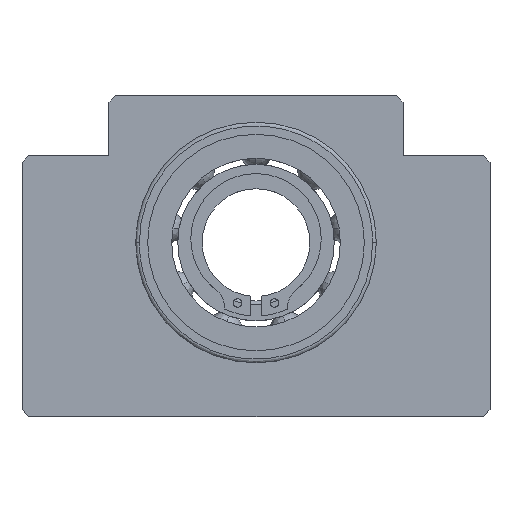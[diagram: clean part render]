
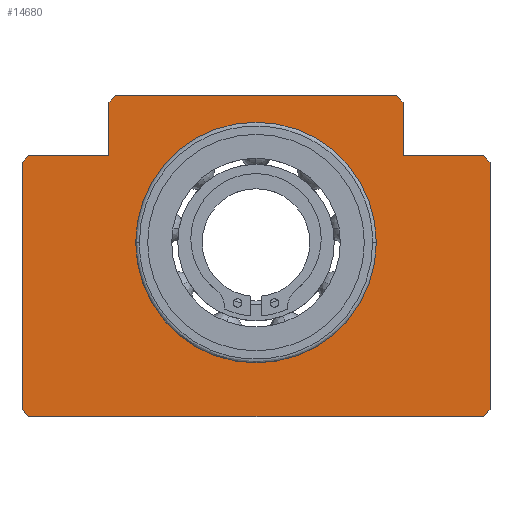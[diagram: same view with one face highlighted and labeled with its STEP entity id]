
A CAD part, top view. The second image highlights one B-rep face of the part: STEP entity #14680.
In plain terms, the highlighted planar face has unit normal (0, 0, 1).
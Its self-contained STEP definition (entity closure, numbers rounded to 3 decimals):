
#60 = CARTESIAN_POINT ( 'NONE',  ( -129.042, 59.905, 16. ) ) ;
#235 = ORIENTED_EDGE ( 'NONE', *, *, #1789, .F. ) ;
#388 = CARTESIAN_POINT ( 'NONE',  ( -105.042, 59.905, 16. ) ) ;
#435 = CARTESIAN_POINT ( 'NONE',  ( -105.042, 77.905, 16. ) ) ;
#842 = CARTESIAN_POINT ( 'NONE',  ( -131.042, 57.905, 16. ) ) ;
#934 = ORIENTED_EDGE ( 'NONE', *, *, #6572, .F. ) ;
#1033 = AXIS2_PLACEMENT_3D ( 'NONE', #4593, #13507, #9204 ) ;
#1041 = DIRECTION ( 'NONE',  ( 0.707, 0.707, 0. ) ) ;
#1061 = EDGE_CURVE ( 'NONE', #7300, #10078, #23246, .T. ) ;
#1302 = CARTESIAN_POINT ( 'NONE',  ( -105.042, -18.095, 16. ) ) ;
#1556 = DIRECTION ( 'NONE',  ( 0., 0., 1. ) ) ;
#1789 = EDGE_CURVE ( 'NONE', #4205, #22378, #26687, .T. ) ;
#1953 = CARTESIAN_POINT ( 'NONE',  ( 6.958, -18.095, 16. ) ) ;
#2204 = VECTOR ( 'NONE', #27525, 1000. ) ;
#2247 = CIRCLE ( 'NONE', #1033, 36. ) ;
#2509 = DIRECTION ( 'NONE',  ( -1., 0., 0. ) ) ;
#2987 = CARTESIAN_POINT ( 'NONE',  ( -105.042, 59.905, 16. ) ) ;
#3043 = VECTOR ( 'NONE', #26898, 1000. ) ;
#3092 = EDGE_CURVE ( 'NONE', #13781, #11325, #7337, .T. ) ;
#3508 = VECTOR ( 'NONE', #11762, 1000. ) ;
#3511 = DIRECTION ( 'NONE',  ( 0.707, -0.707, 0. ) ) ;
#3758 = EDGE_CURVE ( 'NONE', #25407, #26878, #12241, .T. ) ;
#3877 = VERTEX_POINT ( 'NONE', #27408 ) ;
#4205 = VERTEX_POINT ( 'NONE', #17131 ) ;
#4305 = DIRECTION ( 'NONE',  ( -0.707, -0.707, 0. ) ) ;
#4494 = CARTESIAN_POINT ( 'NONE',  ( 8.958, -16.095, 16. ) ) ;
#4575 = ORIENTED_EDGE ( 'NONE', *, *, #9170, .F. ) ;
#4593 = CARTESIAN_POINT ( 'NONE',  ( -61.042, 33.905, 16. ) ) ;
#4620 = ORIENTED_EDGE ( 'NONE', *, *, #3092, .F. ) ;
#5108 = CARTESIAN_POINT ( 'NONE',  ( -131.042, -16.095, 16. ) ) ;
#5273 = LINE ( 'NONE', #21361, #28452 ) ;
#5464 = EDGE_CURVE ( 'NONE', #6864, #8704, #19170, .T. ) ;
#5543 = EDGE_CURVE ( 'NONE', #11325, #7300, #12861, .T. ) ;
#5667 = VERTEX_POINT ( 'NONE', #10958 ) ;
#6572 = EDGE_CURVE ( 'NONE', #28951, #3877, #2247, .T. ) ;
#6676 = VECTOR ( 'NONE', #9519, 1000. ) ;
#6714 = FACE_OUTER_BOUND ( 'NONE', #26981, .T. ) ;
#6864 = VERTEX_POINT ( 'NONE', #23702 ) ;
#7012 = DIRECTION ( 'NONE',  ( 0., 0., -1. ) ) ;
#7300 = VERTEX_POINT ( 'NONE', #13778 ) ;
#7337 = LINE ( 'NONE', #16333, #3508 ) ;
#7702 = CARTESIAN_POINT ( 'NONE',  ( -17.042, 77.905, 16. ) ) ;
#7994 = CARTESIAN_POINT ( 'NONE',  ( 8.958, 77.905, 16. ) ) ;
#8351 = CARTESIAN_POINT ( 'NONE',  ( -103.042, 77.905, 16. ) ) ;
#8615 = VECTOR ( 'NONE', #10667, 1000. ) ;
#8704 = VERTEX_POINT ( 'NONE', #8351 ) ;
#8801 = ORIENTED_EDGE ( 'NONE', *, *, #23478, .F. ) ;
#9067 = VECTOR ( 'NONE', #4305, 1000. ) ;
#9170 = EDGE_CURVE ( 'NONE', #10946, #6864, #25618, .T. ) ;
#9204 = DIRECTION ( 'NONE',  ( -1., 0., 0. ) ) ;
#9223 = CIRCLE ( 'NONE', #24822, 36. ) ;
#9519 = DIRECTION ( 'NONE',  ( 0., 1., 0. ) ) ;
#9659 = DIRECTION ( 'NONE',  ( 1., 0., 0. ) ) ;
#9803 = CARTESIAN_POINT ( 'NONE',  ( 6.958, 59.905, 16. ) ) ;
#9983 = ORIENTED_EDGE ( 'NONE', *, *, #22654, .F. ) ;
#10020 = ORIENTED_EDGE ( 'NONE', *, *, #5543, .F. ) ;
#10078 = VERTEX_POINT ( 'NONE', #9803 ) ;
#10234 = CARTESIAN_POINT ( 'NONE',  ( -129.042, -18.095, 16. ) ) ;
#10308 = CARTESIAN_POINT ( 'NONE',  ( -61.042, 33.905, 16. ) ) ;
#10439 = DIRECTION ( 'NONE',  ( -1., 0., 0. ) ) ;
#10667 = DIRECTION ( 'NONE',  ( 0., -1., 0. ) ) ;
#10946 = VERTEX_POINT ( 'NONE', #388 ) ;
#10958 = CARTESIAN_POINT ( 'NONE',  ( -131.042, 57.905, 16. ) ) ;
#11206 = CARTESIAN_POINT ( 'NONE',  ( 8.958, -16.095, 16. ) ) ;
#11325 = VERTEX_POINT ( 'NONE', #17065 ) ;
#11536 = LINE ( 'NONE', #842, #25514 ) ;
#11743 = ORIENTED_EDGE ( 'NONE', *, *, #27284, .F. ) ;
#11762 = DIRECTION ( 'NONE',  ( 0.707, -0.707, 0. ) ) ;
#11885 = CARTESIAN_POINT ( 'NONE',  ( -131.042, 77.905, 16. ) ) ;
#12241 = LINE ( 'NONE', #4494, #9067 ) ;
#12536 = DIRECTION ( 'NONE',  ( -1., 0., 0. ) ) ;
#12861 = LINE ( 'NONE', #7702, #8615 ) ;
#13507 = DIRECTION ( 'NONE',  ( 0., 0., 1. ) ) ;
#13778 = CARTESIAN_POINT ( 'NONE',  ( -17.042, 59.905, 16. ) ) ;
#13781 = VERTEX_POINT ( 'NONE', #18704 ) ;
#13918 = CARTESIAN_POINT ( 'NONE',  ( -105.042, 77.905, 16. ) ) ;
#14478 = DIRECTION ( 'NONE',  ( 0., -1., 0. ) ) ;
#14680 = ADVANCED_FACE ( 'NONE', ( #19381, #6714 ), #20457, .F. ) ;
#15323 = LINE ( 'NONE', #2987, #26876 ) ;
#15338 = LINE ( 'NONE', #1302, #20619 ) ;
#15969 = VECTOR ( 'NONE', #25358, 1000. ) ;
#16333 = CARTESIAN_POINT ( 'NONE',  ( -19.042, 77.905, 16. ) ) ;
#16367 = CARTESIAN_POINT ( 'NONE',  ( -97.042, 33.905, 16. ) ) ;
#17065 = CARTESIAN_POINT ( 'NONE',  ( -17.042, 75.905, 16. ) ) ;
#17131 = CARTESIAN_POINT ( 'NONE',  ( -129.042, -18.095, 16. ) ) ;
#17534 = AXIS2_PLACEMENT_3D ( 'NONE', #435, #7012, #2509 ) ;
#17590 = EDGE_CURVE ( 'NONE', #5667, #26005, #11536, .T. ) ;
#17926 = ORIENTED_EDGE ( 'NONE', *, *, #3758, .F. ) ;
#18363 = EDGE_CURVE ( 'NONE', #26005, #10946, #15323, .T. ) ;
#18704 = CARTESIAN_POINT ( 'NONE',  ( -19.042, 77.905, 16. ) ) ;
#19170 = LINE ( 'NONE', #27513, #15969 ) ;
#19381 = FACE_BOUND ( 'NONE', #22959, .T. ) ;
#19868 = CARTESIAN_POINT ( 'NONE',  ( -105.042, 77.905, 16. ) ) ;
#20457 = PLANE ( 'NONE',  #17534 ) ;
#20619 = VECTOR ( 'NONE', #10439, 1000. ) ;
#20815 = ORIENTED_EDGE ( 'NONE', *, *, #25701, .F. ) ;
#21196 = DIRECTION ( 'NONE',  ( -0.707, 0.707, 0. ) ) ;
#21361 = CARTESIAN_POINT ( 'NONE',  ( 6.958, 59.905, 16. ) ) ;
#21840 = CARTESIAN_POINT ( 'NONE',  ( 8.958, 57.905, 16. ) ) ;
#22245 = LINE ( 'NONE', #7994, #23663 ) ;
#22378 = VERTEX_POINT ( 'NONE', #5108 ) ;
#22654 = EDGE_CURVE ( 'NONE', #26878, #4205, #15338, .T. ) ;
#22959 = EDGE_LOOP ( 'NONE', ( #934, #20815 ) ) ;
#23246 = LINE ( 'NONE', #25368, #2204 ) ;
#23478 = EDGE_CURVE ( 'NONE', #8704, #13781, #23720, .T. ) ;
#23563 = VECTOR ( 'NONE', #21196, 1000. ) ;
#23663 = VECTOR ( 'NONE', #14478, 1000. ) ;
#23702 = CARTESIAN_POINT ( 'NONE',  ( -105.042, 75.905, 16. ) ) ;
#23720 = LINE ( 'NONE', #19868, #3043 ) ;
#23955 = EDGE_CURVE ( 'NONE', #22378, #5667, #28614, .T. ) ;
#24054 = VECTOR ( 'NONE', #27245, 1000. ) ;
#24599 = EDGE_CURVE ( 'NONE', #28258, #25407, #22245, .T. ) ;
#24822 = AXIS2_PLACEMENT_3D ( 'NONE', #10308, #1556, #12536 ) ;
#25303 = ORIENTED_EDGE ( 'NONE', *, *, #23955, .F. ) ;
#25358 = DIRECTION ( 'NONE',  ( 0.707, 0.707, 0. ) ) ;
#25368 = CARTESIAN_POINT ( 'NONE',  ( -105.042, 59.905, 16. ) ) ;
#25407 = VERTEX_POINT ( 'NONE', #11206 ) ;
#25514 = VECTOR ( 'NONE', #1041, 1000. ) ;
#25618 = LINE ( 'NONE', #13918, #6676 ) ;
#25701 = EDGE_CURVE ( 'NONE', #3877, #28951, #9223, .T. ) ;
#25734 = ORIENTED_EDGE ( 'NONE', *, *, #5464, .F. ) ;
#26005 = VERTEX_POINT ( 'NONE', #60 ) ;
#26687 = LINE ( 'NONE', #10234, #23563 ) ;
#26876 = VECTOR ( 'NONE', #9659, 1000. ) ;
#26878 = VERTEX_POINT ( 'NONE', #1953 ) ;
#26898 = DIRECTION ( 'NONE',  ( 1., 0., 0. ) ) ;
#26981 = EDGE_LOOP ( 'NONE', ( #28205, #27147, #25303, #235, #9983, #17926, #27567, #11743, #28988, #10020, #4620, #8801, #25734, #4575 ) ) ;
#27147 = ORIENTED_EDGE ( 'NONE', *, *, #17590, .F. ) ;
#27245 = DIRECTION ( 'NONE',  ( 0., 1., 0. ) ) ;
#27284 = EDGE_CURVE ( 'NONE', #10078, #28258, #5273, .T. ) ;
#27408 = CARTESIAN_POINT ( 'NONE',  ( -25.042, 33.905, 16. ) ) ;
#27513 = CARTESIAN_POINT ( 'NONE',  ( -105.042, 75.905, 16. ) ) ;
#27525 = DIRECTION ( 'NONE',  ( 1., 0., 0. ) ) ;
#27567 = ORIENTED_EDGE ( 'NONE', *, *, #24599, .F. ) ;
#28205 = ORIENTED_EDGE ( 'NONE', *, *, #18363, .F. ) ;
#28258 = VERTEX_POINT ( 'NONE', #21840 ) ;
#28452 = VECTOR ( 'NONE', #3511, 1000. ) ;
#28614 = LINE ( 'NONE', #11885, #24054 ) ;
#28951 = VERTEX_POINT ( 'NONE', #16367 ) ;
#28988 = ORIENTED_EDGE ( 'NONE', *, *, #1061, .F. ) ;
